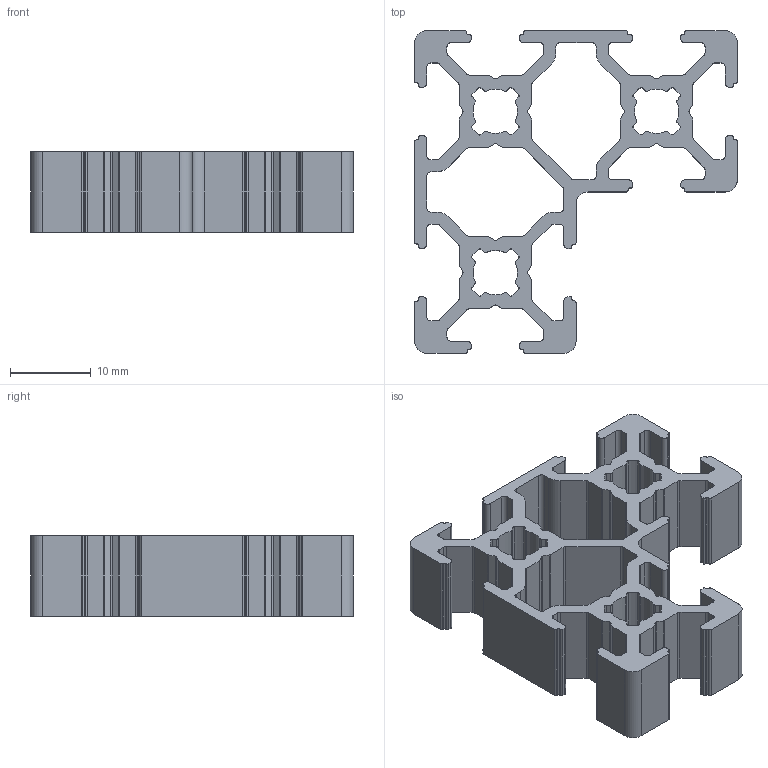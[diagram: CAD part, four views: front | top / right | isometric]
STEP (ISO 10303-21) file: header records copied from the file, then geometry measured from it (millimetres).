
FILE_DESCRIPTION((''),'2;1');
FILE_NAME('20x40x40.ipt.stp','2011-06-05T17:27:56',(''),(''),'Autodesk Inventor 2011','Autodesk Inventor 2011','');
FILE_SCHEMA(('AUTOMOTIVE_DESIGN { 1 0 10303 214 1 1 1 1 }'));
Length unit declared in the file: millimetre
Products named in the file (1): 20x40x40
Bounding box: 40 x 40 x 10 mm (x, y, z)
Volume: 4136.2 mm3; surface area: 5521.9 mm2
Topology: 1 solids, 1 shells, 450 faces, 1344 edges, 896 vertices
Faces by surface type: cylinder 248, plane 202
Entity records: 15350 total; most frequent: DIRECTION 2742, CARTESIAN_POINT 2691, ORIENTED_EDGE 2688, EDGE_CURVE 1344, AXIS2_PLACEMENT_3D 947, VERTEX_POINT 896, VECTOR 848, LINE 848
